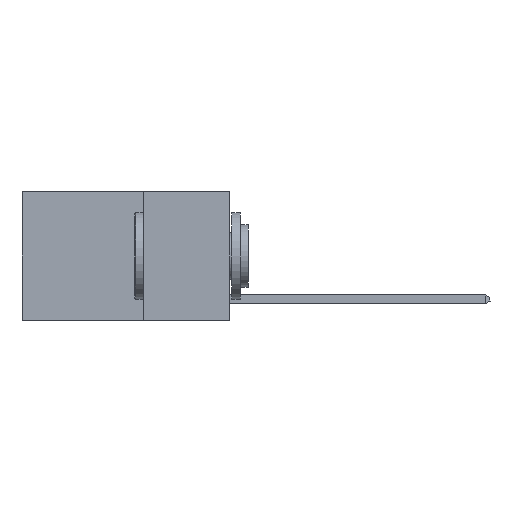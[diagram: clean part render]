
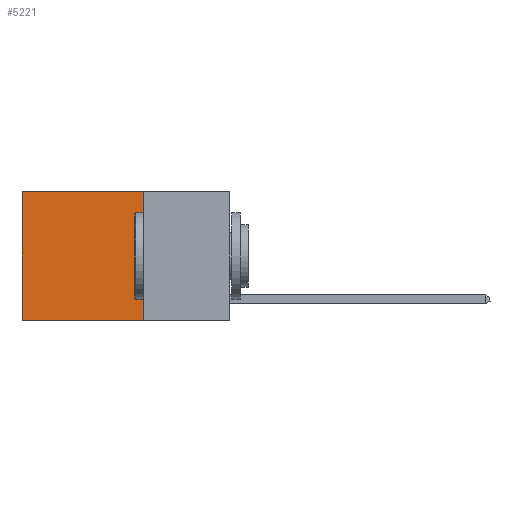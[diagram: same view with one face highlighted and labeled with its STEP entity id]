
A CAD part, left-side view. The second image highlights one B-rep face of the part: STEP entity #5221.
In plain terms, the highlighted planar face has unit normal (-1, 0, 0).
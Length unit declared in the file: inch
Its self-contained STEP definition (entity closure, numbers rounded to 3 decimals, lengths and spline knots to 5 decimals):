
#856 = VECTOR ( 'NONE', #8987, 39.37008 ) ;
#1063 = ORIENTED_EDGE ( 'NONE', *, *, #12918, .F. ) ;
#1524 = LINE ( 'NONE', #11822, #8542 ) ;
#1728 = EDGE_CURVE ( 'NONE', #7339, #20329, #3930, .T. ) ;
#3930 = LINE ( 'NONE', #24843, #10680 ) ;
#5221 = ADVANCED_FACE ( 'NONE', ( #18142 ), #26949, .F. ) ;
#5345 = CARTESIAN_POINT ( 'NONE',  ( 0.2625, 0.25, -0.37 ) ) ;
#5410 = CARTESIAN_POINT ( 'NONE',  ( 0.2625, 0.6, 0. ) ) ;
#6631 = VERTEX_POINT ( 'NONE', #26678 ) ;
#7339 = VERTEX_POINT ( 'NONE', #11485 ) ;
#8542 = VECTOR ( 'NONE', #17890, 39.37008 ) ;
#8987 = DIRECTION ( 'NONE',  ( 0., 0., -1. ) ) ;
#9329 = VECTOR ( 'NONE', #24718, 39.37008 ) ;
#9660 = ORIENTED_EDGE ( 'NONE', *, *, #18560, .T. ) ;
#10005 = DIRECTION ( 'NONE',  ( 0., 0., -1. ) ) ;
#10680 = VECTOR ( 'NONE', #16711, 39.37008 ) ;
#11472 = LINE ( 'NONE', #5410, #856 ) ;
#11485 = CARTESIAN_POINT ( 'NONE',  ( 0.2625, 0.25, 0. ) ) ;
#11822 = CARTESIAN_POINT ( 'NONE',  ( 0.2625, 0.25, 0. ) ) ;
#12918 = EDGE_CURVE ( 'NONE', #7339, #23546, #1524, .T. ) ;
#16711 = DIRECTION ( 'NONE',  ( 0., 1., 0. ) ) ;
#17890 = DIRECTION ( 'NONE',  ( 0., 0., -1. ) ) ;
#18142 = FACE_OUTER_BOUND ( 'NONE', #24171, .T. ) ;
#18560 = EDGE_CURVE ( 'NONE', #20329, #6631, #11472, .T. ) ;
#18903 = ORIENTED_EDGE ( 'NONE', *, *, #24081, .F. ) ;
#19416 = CARTESIAN_POINT ( 'NONE',  ( 0.2625, 0.6, 0. ) ) ;
#20329 = VERTEX_POINT ( 'NONE', #19416 ) ;
#21142 = AXIS2_PLACEMENT_3D ( 'NONE', #24886, #25021, #10005 ) ;
#23518 = ORIENTED_EDGE ( 'NONE', *, *, #1728, .T. ) ;
#23546 = VERTEX_POINT ( 'NONE', #5345 ) ;
#24081 = EDGE_CURVE ( 'NONE', #23546, #6631, #26780, .T. ) ;
#24171 = EDGE_LOOP ( 'NONE', ( #9660, #18903, #1063, #23518 ) ) ;
#24309 = CARTESIAN_POINT ( 'NONE',  ( 0.2625, 0.25, -0.37 ) ) ;
#24718 = DIRECTION ( 'NONE',  ( 0., 1., 0. ) ) ;
#24843 = CARTESIAN_POINT ( 'NONE',  ( 0.2625, 0.25, 0. ) ) ;
#24886 = CARTESIAN_POINT ( 'NONE',  ( 0.2625, 0.25, 0. ) ) ;
#25021 = DIRECTION ( 'NONE',  ( 1., 0., 0. ) ) ;
#26678 = CARTESIAN_POINT ( 'NONE',  ( 0.2625, 0.6, -0.37 ) ) ;
#26780 = LINE ( 'NONE', #24309, #9329 ) ;
#26949 = PLANE ( 'NONE',  #21142 ) ;
